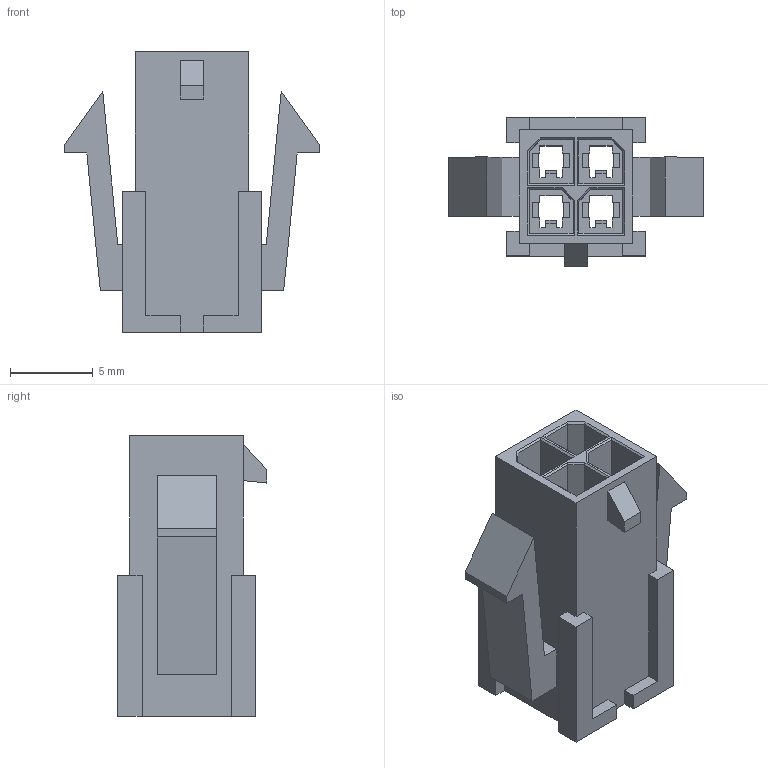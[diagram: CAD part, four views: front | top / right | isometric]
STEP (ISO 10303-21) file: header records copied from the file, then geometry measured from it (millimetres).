
FILE_DESCRIPTION(/* description */ ('Unknown'),/* implementation_level */ '2;1');
FILE_NAME(/* name */ '66200421822',/* time_stamp */ '2019-08-20T14:03:51+02:00',/* author */ ('Unknown'),/* organization */ ('Unknown'),/* preprocessor_version */ 'ST-DEVELOPER v16.7',/* originating_system */ 'DEX',/* authorisation */ $);
FILE_SCHEMA (('AUTOMOTIVE_DESIGN {1 0 10303 214 3 1 1}'));
Length unit declared in the file: millimetre
Products named in the file (2): 6620xx21822; 66200421822
Assembly tree (1 placements, depth 2):
  6620xx21822
    66200421822
Bounding box: 15.35 x 9 x 16.9 mm (x, y, z)
Volume: 612.5 mm3; surface area: 1575.7 mm2
Topology: 1 solids, 1 shells, 241 faces, 660 edges, 428 vertices
Faces by surface type: plane 233, cylinder 8
Entity records: 7507 total; most frequent: CARTESIAN_POINT 1331, ORIENTED_EDGE 1320, DIRECTION 1162, EDGE_CURVE 660, LINE 644, VECTOR 644, VERTEX_POINT 428, AXIS2_PLACEMENT_3D 259
